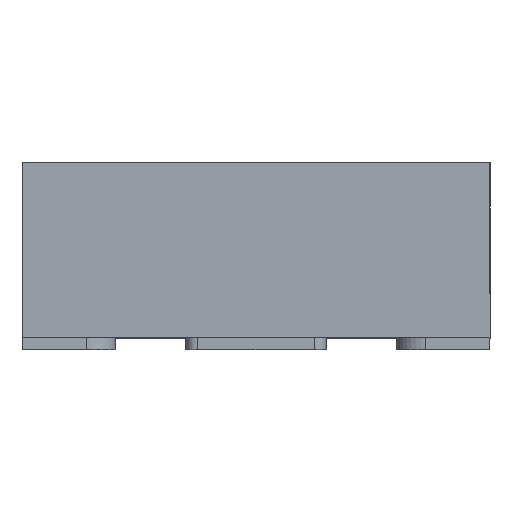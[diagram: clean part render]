
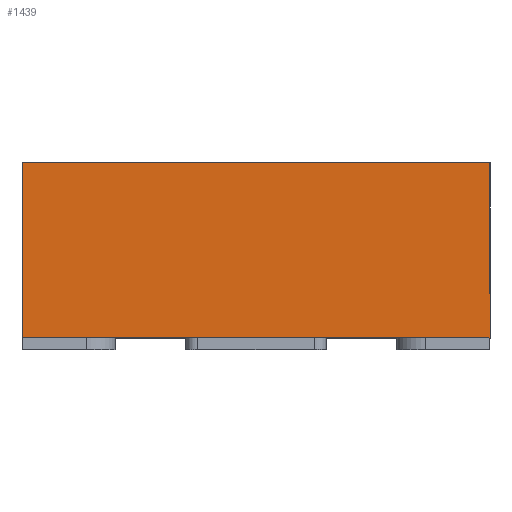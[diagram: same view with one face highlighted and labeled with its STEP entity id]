
A CAD part, top view. The second image highlights one B-rep face of the part: STEP entity #1439.
In plain terms, the highlighted planar face has unit normal (0, 0, 1).
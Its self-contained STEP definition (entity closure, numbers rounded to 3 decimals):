
#100 = EDGE_CURVE ( 'NONE', #2528, #797, #2824, .T. ) ;
#147 = CARTESIAN_POINT ( 'NONE',  ( -1., 4.428, 1. ) ) ;
#150 = AXIS2_PLACEMENT_3D ( 'NONE', #2480, #979, #254 ) ;
#200 = EDGE_CURVE ( 'NONE', #1163, #2528, #2890, .T. ) ;
#254 = DIRECTION ( 'NONE',  ( -1., 0., 0. ) ) ;
#256 = VECTOR ( 'NONE', #2724, 1000. ) ;
#463 = PLANE ( 'NONE',  #150 ) ;
#576 = DIRECTION ( 'NONE',  ( 0., -1., 0. ) ) ;
#793 = DIRECTION ( 'NONE',  ( 0., -1., 0. ) ) ;
#797 = VERTEX_POINT ( 'NONE', #1335 ) ;
#884 = EDGE_CURVE ( 'NONE', #1163, #2145, #1297, .T. ) ;
#916 = VECTOR ( 'NONE', #1596, 1000. ) ;
#942 = VECTOR ( 'NONE', #576, 1000. ) ;
#979 = DIRECTION ( 'NONE',  ( 0., 0., -1. ) ) ;
#1146 = EDGE_LOOP ( 'NONE', ( #1665, #2226, #1461, #2328 ) ) ;
#1163 = VERTEX_POINT ( 'NONE', #2149 ) ;
#1297 = LINE ( 'NONE', #2474, #256 ) ;
#1335 = CARTESIAN_POINT ( 'NONE',  ( 1., 0.05, 1. ) ) ;
#1388 = VECTOR ( 'NONE', #793, 1000. ) ;
#1439 = ADVANCED_FACE ( 'NONE', ( #2874 ), #463, .F. ) ;
#1461 = ORIENTED_EDGE ( 'NONE', *, *, #100, .T. ) ;
#1561 = CARTESIAN_POINT ( 'NONE',  ( 1., 4.428, 1. ) ) ;
#1596 = DIRECTION ( 'NONE',  ( 1., 0., 0. ) ) ;
#1665 = ORIENTED_EDGE ( 'NONE', *, *, #884, .F. ) ;
#1818 = CARTESIAN_POINT ( 'NONE',  ( -1., 0.05, 1. ) ) ;
#2109 = CARTESIAN_POINT ( 'NONE',  ( -1., 0.05, 1. ) ) ;
#2143 = CARTESIAN_POINT ( 'NONE',  ( 1., 0.8, 1. ) ) ;
#2145 = VERTEX_POINT ( 'NONE', #2143 ) ;
#2149 = CARTESIAN_POINT ( 'NONE',  ( -1., 0.8, 1. ) ) ;
#2226 = ORIENTED_EDGE ( 'NONE', *, *, #200, .T. ) ;
#2328 = ORIENTED_EDGE ( 'NONE', *, *, #2465, .F. ) ;
#2411 = LINE ( 'NONE', #1561, #1388 ) ;
#2465 = EDGE_CURVE ( 'NONE', #2145, #797, #2411, .T. ) ;
#2474 = CARTESIAN_POINT ( 'NONE',  ( -1., 0.8, 1. ) ) ;
#2480 = CARTESIAN_POINT ( 'NONE',  ( -1., 4.428, 1. ) ) ;
#2528 = VERTEX_POINT ( 'NONE', #2109 ) ;
#2724 = DIRECTION ( 'NONE',  ( 1., 0., 0. ) ) ;
#2824 = LINE ( 'NONE', #1818, #916 ) ;
#2874 = FACE_OUTER_BOUND ( 'NONE', #1146, .T. ) ;
#2890 = LINE ( 'NONE', #147, #942 ) ;
